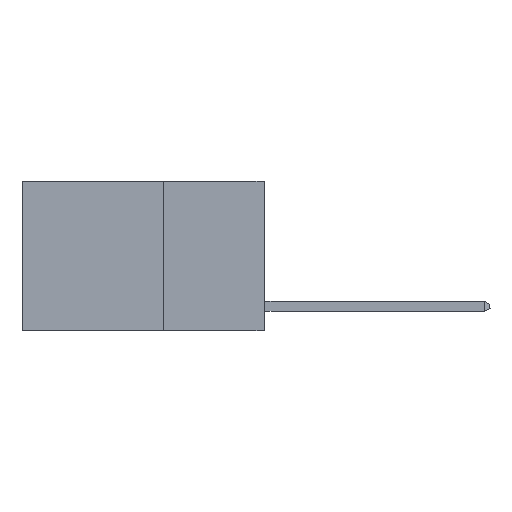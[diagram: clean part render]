
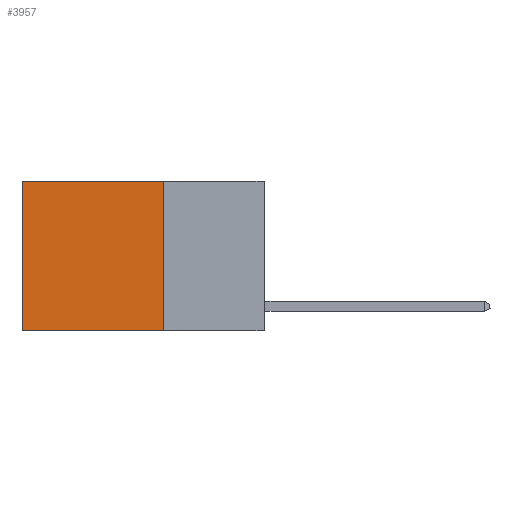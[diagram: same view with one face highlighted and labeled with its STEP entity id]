
A CAD part, left-side view. The second image highlights one B-rep face of the part: STEP entity #3957.
In plain terms, the highlighted planar face has unit normal (-1, 0, 0).
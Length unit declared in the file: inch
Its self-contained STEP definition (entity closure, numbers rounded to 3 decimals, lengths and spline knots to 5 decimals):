
#1280 = CARTESIAN_POINT ( 'NONE',  ( 0.2625, 0.6, 0. ) ) ;
#1456 = ORIENTED_EDGE ( 'NONE', *, *, #23960, .T. ) ;
#1662 = DIRECTION ( 'NONE',  ( 0., 0., -1. ) ) ;
#1935 = CARTESIAN_POINT ( 'NONE',  ( 0.2625, 0.25, 0. ) ) ;
#2860 = VERTEX_POINT ( 'NONE', #18024 ) ;
#3625 = AXIS2_PLACEMENT_3D ( 'NONE', #6990, #11432, #17184 ) ;
#3957 = ADVANCED_FACE ( 'NONE', ( #9475 ), #23467, .F. ) ;
#5476 = LINE ( 'NONE', #5600, #17975 ) ;
#5600 = CARTESIAN_POINT ( 'NONE',  ( 0.2625, 0.25, 0. ) ) ;
#6134 = DIRECTION ( 'NONE',  ( 0., 1., 0. ) ) ;
#6990 = CARTESIAN_POINT ( 'NONE',  ( 0.2625, 0.25, 0. ) ) ;
#7513 = VECTOR ( 'NONE', #23368, 39.37008 ) ;
#7613 = DIRECTION ( 'NONE',  ( 0., 1., 0. ) ) ;
#9175 = VECTOR ( 'NONE', #6134, 39.37008 ) ;
#9320 = EDGE_CURVE ( 'NONE', #10483, #22017, #5476, .T. ) ;
#9439 = LINE ( 'NONE', #22815, #11265 ) ;
#9475 = FACE_OUTER_BOUND ( 'NONE', #17467, .T. ) ;
#9681 = CARTESIAN_POINT ( 'NONE',  ( 0.2625, 0.6, 0. ) ) ;
#10483 = VERTEX_POINT ( 'NONE', #21154 ) ;
#11265 = VECTOR ( 'NONE', #7613, 39.37008 ) ;
#11432 = DIRECTION ( 'NONE',  ( 1., 0., 0. ) ) ;
#12008 = ORIENTED_EDGE ( 'NONE', *, *, #16130, .F. ) ;
#13015 = ORIENTED_EDGE ( 'NONE', *, *, #9320, .F. ) ;
#13851 = CARTESIAN_POINT ( 'NONE',  ( 0.2625, 0.25, -0.37 ) ) ;
#13852 = LINE ( 'NONE', #1935, #9175 ) ;
#14033 = LINE ( 'NONE', #1280, #7513 ) ;
#15575 = EDGE_CURVE ( 'NONE', #10483, #19848, #13852, .T. ) ;
#16130 = EDGE_CURVE ( 'NONE', #22017, #2860, #9439, .T. ) ;
#17184 = DIRECTION ( 'NONE',  ( 0., 0., -1. ) ) ;
#17197 = ORIENTED_EDGE ( 'NONE', *, *, #15575, .T. ) ;
#17467 = EDGE_LOOP ( 'NONE', ( #1456, #12008, #13015, #17197 ) ) ;
#17975 = VECTOR ( 'NONE', #1662, 39.37008 ) ;
#18024 = CARTESIAN_POINT ( 'NONE',  ( 0.2625, 0.6, -0.37 ) ) ;
#19848 = VERTEX_POINT ( 'NONE', #9681 ) ;
#21154 = CARTESIAN_POINT ( 'NONE',  ( 0.2625, 0.25, 0. ) ) ;
#22017 = VERTEX_POINT ( 'NONE', #13851 ) ;
#22815 = CARTESIAN_POINT ( 'NONE',  ( 0.2625, 0.25, -0.37 ) ) ;
#23368 = DIRECTION ( 'NONE',  ( 0., 0., -1. ) ) ;
#23467 = PLANE ( 'NONE',  #3625 ) ;
#23960 = EDGE_CURVE ( 'NONE', #19848, #2860, #14033, .T. ) ;
